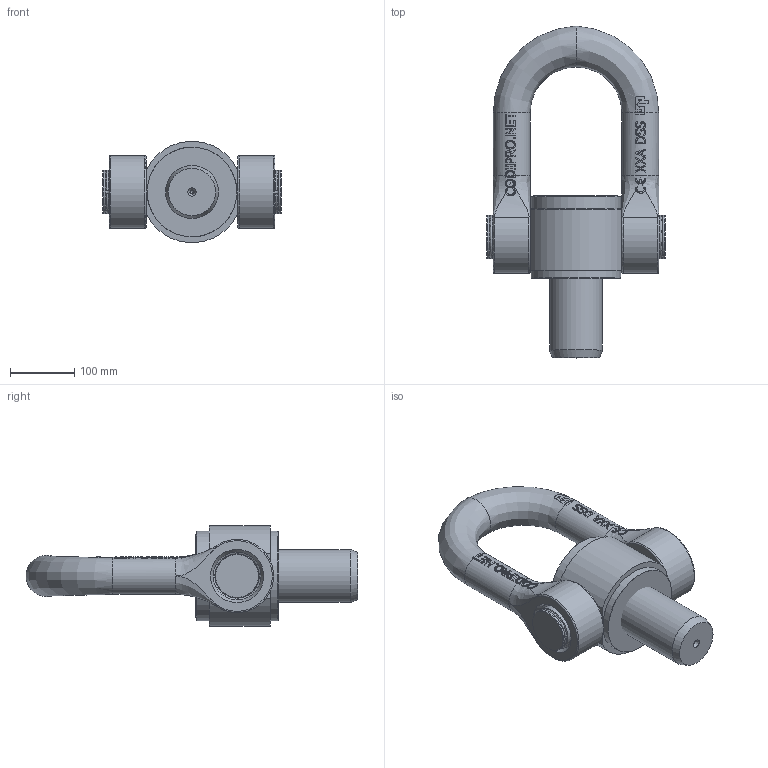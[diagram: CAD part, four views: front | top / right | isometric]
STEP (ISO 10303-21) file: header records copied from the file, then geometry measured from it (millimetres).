
FILE_DESCRIPTION(/* description */ (''),/* implementation_level */ '2;1');
FILE_NAME(/* name */ 'MEGA DSS U325 UP.stp',/* time_stamp */ '2017-09-21T15:01:04+02:00',/* author */ ('rklenes'),/* organization */ (''),/* preprocessor_version */ 'ST-DEVELOPER v16.5',/* originating_system */ 'Autodesk Inventor 2017',/* authorisation */ '');
FILE_SCHEMA (('AUTOMOTIVE_DESIGN { 1 0 10303 214 3 1 1 }'));
Length unit declared in the file: millimetre
Products named in the file (7): MEGA DSS U325 UP; DSS_N5X110; DSM_N5X110; DSM_N5; DIN 7993 - A 65; DSE_U31-4A; DSA_U31-4X232_UP
Assembly tree (7 placements, depth 3):
  MEGA DSS U325 UP
    DSS_N5X110
      DSM_N5X110
      DSM_N5
      DIN 7993 - A 65  x2
    DSE_U31-4A
    DSA_U31-4X232_UP
Bounding box: 278 x 517.5 x 157.42 mm (x, y, z)
Volume: 5869990.6 mm3; surface area: 492481.2 mm2
Topology: 6 solids, 6 shells, 1067 faces, 2869 edges, 1900 vertices
Faces by surface type: plane 502, bspline 450, cylinder 74, cone 27, torus 14
Full cylindrical faces by diameter (mm): 6.3 x1, 57.5 x2, 68 x4, 69.2 x2, 74 x1, 75.667 x1, 82.55 x1, 83 x1, 110 x4, 140 x2
Entity records: 39653 total; most frequent: CARTESIAN_POINT 15919, ORIENTED_EDGE 5612, DIRECTION 3377, EDGE_CURVE 2806, VERTEX_POINT 1887, LINE 1521, VECTOR 1521, EDGE_LOOP 1207
